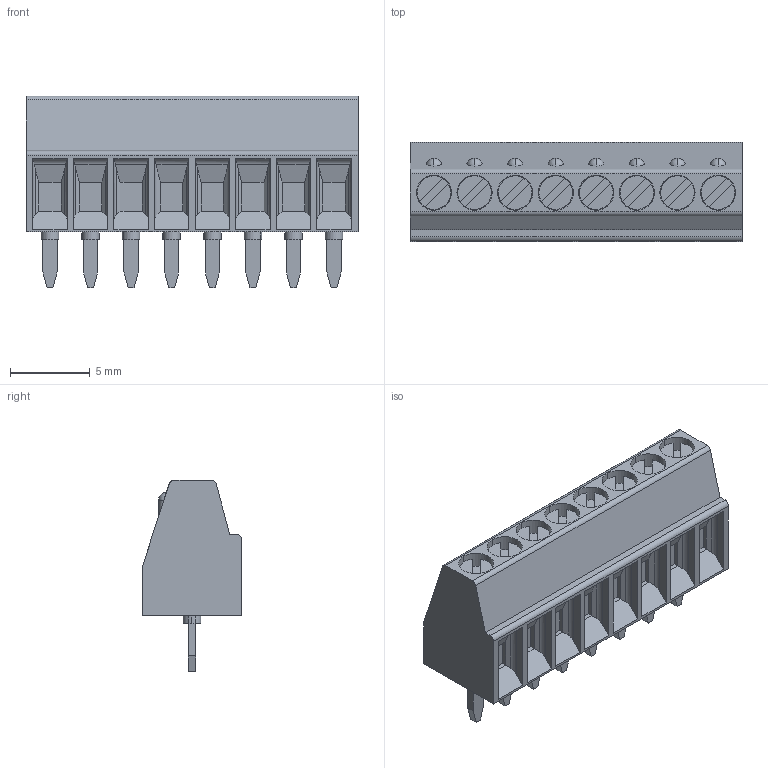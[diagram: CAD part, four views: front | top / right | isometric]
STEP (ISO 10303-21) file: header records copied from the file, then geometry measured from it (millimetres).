
FILE_DESCRIPTION(('Creo Elements/Direct Modeling STEP Export'),'2;1');
FILE_NAME('model.stp','2017-09-20T17:57:11',(''),(''),'Creo Elements/Direct Modeling STEP processor for AP214 (Solid Model)','Creo Elements/Direct Modeling 18.1I 14-Aug-2016 (C) Parametric Technology GmbH','');
FILE_SCHEMA(('AUTOMOTIVE_DESIGN { 1 0 10303 214 1 1 1 1 }'));
Length unit declared in the file: millimetre
Products named in the file (3): MPT_0_5-8-2_54; bohrloch.2; MPT_0.5-8-2.54
Assembly tree (9 placements, depth 2):
  MPT_0.5-8-2.54
    bohrloch.2  x8
    MPT_0_5-8-2_54
Bounding box: 20.78 x 6.2 x 12 mm (x, y, z)
Volume: 834.4 mm3; surface area: 1018.5 mm2
Topology: 9 solids, 9 shells, 360 faces, 878 edges, 564 vertices
Faces by surface type: plane 242, cylinder 102, sphere 16
Entity records: 12383 total; most frequent: CARTESIAN_POINT 1742, ORIENTED_EDGE 1640, DIRECTION 1624, EDGE_CURVE 820, VECTOR 564, LINE 564, VERTEX_POINT 536, AXIS2_PLACEMENT_3D 530
